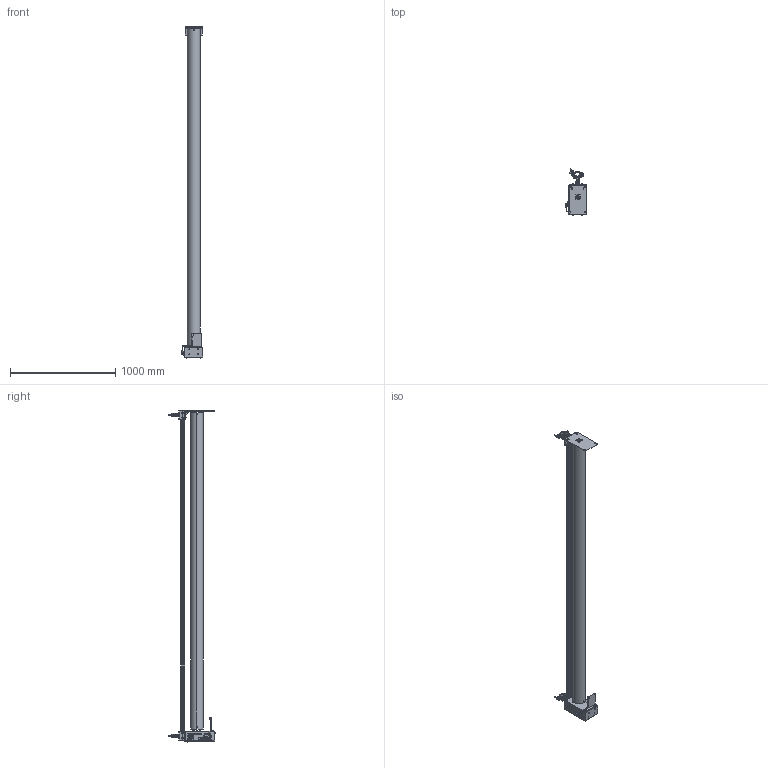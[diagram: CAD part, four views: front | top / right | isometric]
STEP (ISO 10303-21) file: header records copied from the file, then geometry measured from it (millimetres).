
FILE_DESCRIPTION (( 'STEP AP214' ), '1' );
FILE_NAME ('239.001.001_Main_Assembly_3m.step', '2022-08-11T08:15:08', ( '' ), ( '' ), 'SwSTEP 2.0', 'SolidWorks 2022', '' );
FILE_SCHEMA (( 'AUTOMOTIVE_DESIGN' ));
Length unit declared in the file: millimetre
Products named in the file (1): 239.001.001_Main_Assembly_3m
Bounding box: 204.9 x 439.6 x 3147.4 mm (x, y, z)
Surface area: 2746402.7 mm2 (no closed solid volume)
Topology: 0 solids, 218 shells, 1056 faces, 4352 edges, 3361 vertices
Faces by surface type: plane 454, cylinder 367, bspline 132, torus 71, cone 28, sphere 4
Entity records: 63950 total; most frequent: CARTESIAN_POINT 17147, DIRECTION 7350, ORIENTED_EDGE 6059, EDGE_CURVE 4340, VERTEX_POINT 3361, AXIS2_PLACEMENT_3D 2624, VECTOR 2102, LINE 2102
